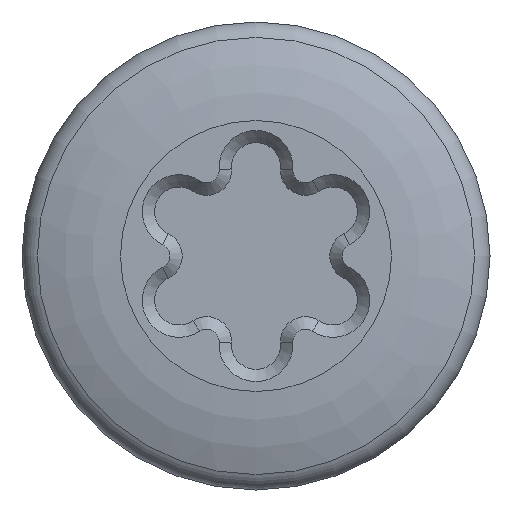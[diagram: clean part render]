
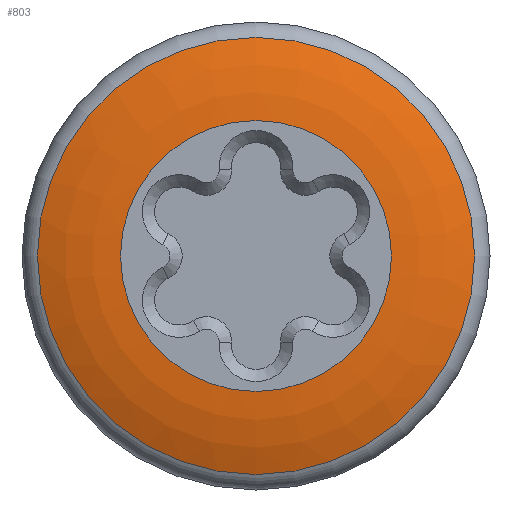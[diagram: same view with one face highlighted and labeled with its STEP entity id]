
A CAD part, front view. The second image highlights one B-rep face of the part: STEP entity #803.
In plain terms, the highlighted toroidal (fillet/blend) face has major radius 2.563 mm and minor radius 5 mm.
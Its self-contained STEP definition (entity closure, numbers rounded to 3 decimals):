
#155 = CARTESIAN_POINT ( 'NONE',  ( 0., 0., 0. ) ) ;
#299 = FACE_OUTER_BOUND ( 'NONE', #512, .T. ) ;
#304 = EDGE_LOOP ( 'NONE', ( #515 ) ) ;
#479 = DIRECTION ( 'NONE',  ( 0., 0., -1. ) ) ;
#512 = EDGE_LOOP ( 'NONE', ( #2998 ) ) ;
#515 = ORIENTED_EDGE ( 'NONE', *, *, #2478, .F. ) ;
#524 = CIRCLE ( 'NONE', #1186, 4.437 ) ;
#803 = ADVANCED_FACE ( 'NONE', ( #299, #1368 ), #3855, .T. ) ;
#816 = CIRCLE ( 'NONE', #1005, 2.75 ) ;
#964 = VERTEX_POINT ( 'NONE', #1216 ) ;
#1005 = AXIS2_PLACEMENT_3D ( 'NONE', #155, #3039, #479 ) ;
#1186 = AXIS2_PLACEMENT_3D ( 'NONE', #2164, #1462, #4085 ) ;
#1216 = CARTESIAN_POINT ( 'NONE',  ( 0., 0., -2.75 ) ) ;
#1368 = FACE_OUTER_BOUND ( 'NONE', #304, .T. ) ;
#1462 = DIRECTION ( 'NONE',  ( 0., -1., 0. ) ) ;
#2059 = CARTESIAN_POINT ( 'NONE',  ( 0., 4.997, 0. ) ) ;
#2164 = CARTESIAN_POINT ( 'NONE',  ( 0., 0.361, 0. ) ) ;
#2317 = DIRECTION ( 'NONE',  ( 0., -1., 0. ) ) ;
#2478 = EDGE_CURVE ( 'NONE', #964, #964, #816, .T. ) ;
#2537 = CARTESIAN_POINT ( 'NONE',  ( 0., 0.361, 4.437 ) ) ;
#2604 = AXIS2_PLACEMENT_3D ( 'NONE', #2059, #2317, #3974 ) ;
#2998 = ORIENTED_EDGE ( 'NONE', *, *, #4108, .T. ) ;
#3039 = DIRECTION ( 'NONE',  ( 0., -1., 0. ) ) ;
#3360 = VERTEX_POINT ( 'NONE', #2537 ) ;
#3855 = TOROIDAL_SURFACE ( 'NONE', #2604, 2.563, 5. ) ;
#3974 = DIRECTION ( 'NONE',  ( 0., 0., -1. ) ) ;
#4085 = DIRECTION ( 'NONE',  ( 0., 0., 1. ) ) ;
#4108 = EDGE_CURVE ( 'NONE', #3360, #3360, #524, .T. ) ;
